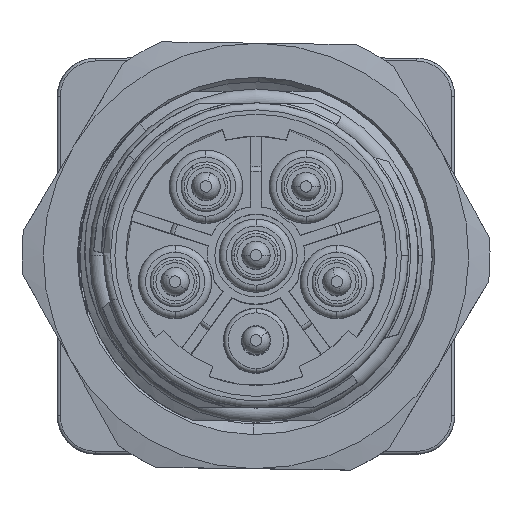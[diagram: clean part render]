
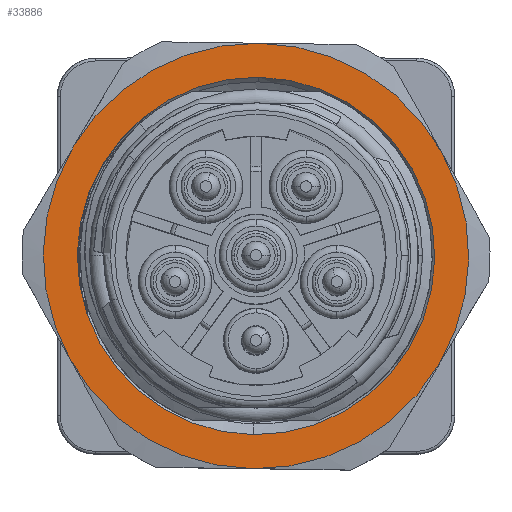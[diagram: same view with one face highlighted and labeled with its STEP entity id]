
A CAD part, top view. The second image highlights one B-rep face of the part: STEP entity #33886.
In plain terms, the highlighted planar face has unit normal (0, 0, 1).
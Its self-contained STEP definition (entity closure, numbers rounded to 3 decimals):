
#11537=CARTESIAN_POINT('',(0.213,14.998,
23.3));
#11539=CARTESIAN_POINT('',(-12.883,7.683,
23.3));
#11576=CARTESIAN_POINT('',(13.095,7.315,23.3));
#11617=CARTESIAN_POINT('',(12.883,-7.683,
23.3));
#11668=CARTESIAN_POINT('',(-13.095,-7.315,
23.3));
#11695=CARTESIAN_POINT('',(0.,0.,23.3));
#11696=DIRECTION('',(0.,0.,-1.));
#11697=DIRECTION('',(0.873,0.488,0.));
#11698=AXIS2_PLACEMENT_3D('',#11695,#11696,#11697);
#11700=CARTESIAN_POINT('',(0.,0.,23.3));
#11701=DIRECTION('',(0.,0.,-1.));
#11702=DIRECTION('',(0.859,-0.512,0.));
#11703=AXIS2_PLACEMENT_3D('',#11700,#11701,#11702);
#11705=CARTESIAN_POINT('',(0.,0.,23.3));
#11706=DIRECTION('',(0.,0.,-1.));
#11707=DIRECTION('',(-0.014,-1.,0.));
#11708=AXIS2_PLACEMENT_3D('',#11705,#11706,#11707);
#11710=CARTESIAN_POINT('',(0.,0.,23.3));
#11711=DIRECTION('',(0.,0.,-1.));
#11712=DIRECTION('',(-0.873,-0.488,0.));
#11713=AXIS2_PLACEMENT_3D('',#11710,#11711,#11712);
#11715=CARTESIAN_POINT('',(0.,0.,23.3));
#11716=DIRECTION('',(0.,0.,-1.));
#11717=DIRECTION('',(-0.859,0.512,0.));
#11718=AXIS2_PLACEMENT_3D('',#11715,#11716,#11717);
#11720=CARTESIAN_POINT('',(0.,0.,23.3));
#11721=DIRECTION('',(0.,0.,-1.));
#11722=DIRECTION('',(0.014,1.,0.));
#11723=AXIS2_PLACEMENT_3D('',#11720,#11721,#11722);
#11725=CARTESIAN_POINT('',(0.,0.,23.3));
#11726=DIRECTION('',(0.,0.,1.));
#11727=DIRECTION('',(0.014,1.,0.));
#11728=AXIS2_PLACEMENT_3D('',#11725,#11726,#11727);
#11730=CARTESIAN_POINT('',(0.,0.,23.3));
#11731=DIRECTION('',(0.,0.,1.));
#11732=DIRECTION('',(-0.014,-1.,0.));
#11733=AXIS2_PLACEMENT_3D('',#11730,#11731,#11732);
#15603=CARTESIAN_POINT('',(-0.178,-12.599,
23.3));
#15604=VERTEX_POINT('',#15603);
#15605=CARTESIAN_POINT('',(0.178,12.599,23.3));
#15606=VERTEX_POINT('',#15605);
#17336=VERTEX_POINT('',#11539);
#17342=VERTEX_POINT('',#11537);
#17350=VERTEX_POINT('',#11576);
#17358=VERTEX_POINT('',#11617);
#17369=VERTEX_POINT('',#11668);
#17372=CARTESIAN_POINT('',(-0.213,-14.998,
23.3));
#17373=VERTEX_POINT('',#17372);
#33866=CARTESIAN_POINT('',(0.,0.,23.3));
#33867=DIRECTION('',(0.,0.,1.));
#33868=DIRECTION('',(-0.014,-1.,0.));
#33869=AXIS2_PLACEMENT_3D('',#33866,#33867,#33868);
#33870=PLANE('',#33869);
#33871=ORIENTED_EDGE('',*,*,#33756,.T.);
#33873=ORIENTED_EDGE('',*,*,#33872,.T.);
#33875=ORIENTED_EDGE('',*,*,#33874,.T.);
#33876=ORIENTED_EDGE('',*,*,#33849,.T.);
#33877=ORIENTED_EDGE('',*,*,#33660,.T.);
#33878=ORIENTED_EDGE('',*,*,#33697,.T.);
#33879=EDGE_LOOP('',(#33871,#33873,#33875,#33876,#33877,#33878));
#33880=FACE_OUTER_BOUND('',#33879,.F.);
#33881=ORIENTED_EDGE('',*,*,#19742,.T.);
#33883=ORIENTED_EDGE('',*,*,#33882,.T.);
#33884=EDGE_LOOP('',(#33881,#33883));
#33885=FACE_BOUND('',#33884,.F.);
#33886=ADVANCED_FACE('',(#33880,#33885),#33870,.T.);
#11699=CIRCLE('',#11698,15.);
#11704=CIRCLE('',#11703,15.);
#11709=CIRCLE('',#11708,15.);
#11714=CIRCLE('',#11713,15.);
#11719=CIRCLE('',#11718,15.);
#11724=CIRCLE('',#11723,15.);
#11729=CIRCLE('',#11728,12.6);
#11734=CIRCLE('',#11733,12.6);
#19742=EDGE_CURVE('',#15606,#15604,#11729,.T.);
#33660=EDGE_CURVE('',#17336,#17342,#11719,.T.);
#33697=EDGE_CURVE('',#17342,#17350,#11724,.T.);
#33756=EDGE_CURVE('',#17350,#17358,#11699,.T.);
#33849=EDGE_CURVE('',#17369,#17336,#11714,.T.);
#33872=EDGE_CURVE('',#17358,#17373,#11704,.T.);
#33874=EDGE_CURVE('',#17373,#17369,#11709,.T.);
#33882=EDGE_CURVE('',#15604,#15606,#11734,.T.);
